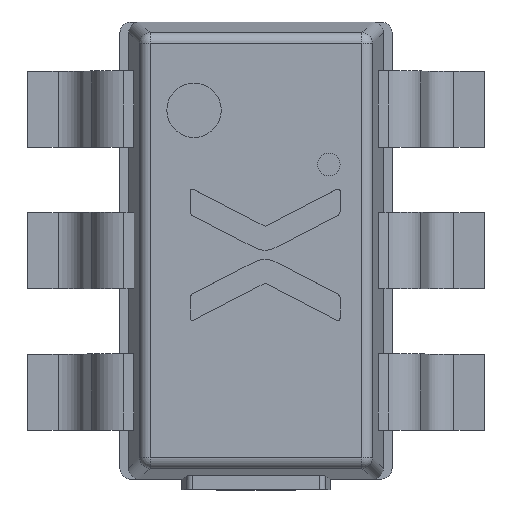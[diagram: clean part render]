
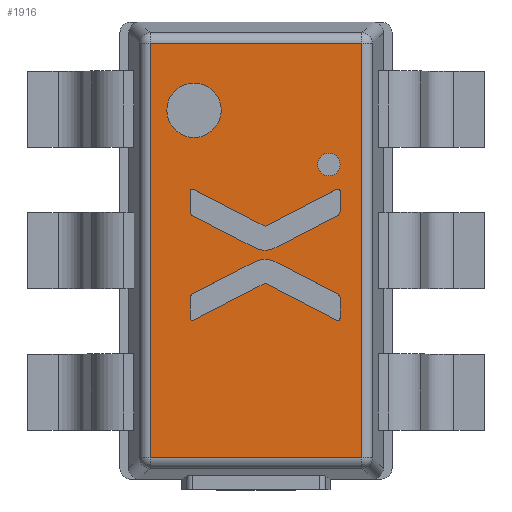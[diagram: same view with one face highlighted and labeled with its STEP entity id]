
A CAD part, top view. The second image highlights one B-rep face of the part: STEP entity #1916.
In plain terms, the highlighted face is planar.
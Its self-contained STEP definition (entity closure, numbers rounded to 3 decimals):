
#55=FACE_BOUND('',#319,.T.);
#56=FACE_BOUND('',#320,.T.);
#57=FACE_BOUND('',#321,.T.);
#58=FACE_BOUND('',#322,.T.);
#98=CIRCLE('',#2082,0.125);
#100=CIRCLE('',#2086,0.01);
#102=CIRCLE('',#2089,0.01);
#104=CIRCLE('',#2092,0.052);
#107=CIRCLE('',#2095,0.052);
#108=CIRCLE('',#2097,0.1);
#110=CIRCLE('',#2100,0.027);
#111=CIRCLE('',#2101,0.027);
#112=CIRCLE('',#2102,0.1);
#113=CIRCLE('',#2103,0.027);
#114=CIRCLE('',#2104,0.01);
#115=CIRCLE('',#2105,0.01);
#116=CIRCLE('',#2106,0.027);
#209=FACE_OUTER_BOUND('',#318,.T.);
#318=EDGE_LOOP('',(#1401,#1402,#1403,#1404));
#319=EDGE_LOOP('',(#1405));
#320=EDGE_LOOP('',(#1406,#1407,#1408,#1409,#1410,#1411,#1412,#1413,#1414,
#1415,#1416));
#321=EDGE_LOOP('',(#1417,#1418));
#322=EDGE_LOOP('',(#1419,#1420,#1421,#1422,#1423,#1424,#1425,#1426,#1427,
#1428,#1429));
#455=LINE('',#2994,#658);
#456=LINE('',#2996,#659);
#457=LINE('',#2998,#660);
#458=LINE('',#2999,#661);
#459=LINE('',#3003,#662);
#460=LINE('',#3005,#663);
#461=LINE('',#3006,#664);
#462=LINE('',#3008,#665);
#463=LINE('',#3012,#666);
#464=LINE('',#3015,#667);
#465=LINE('',#3017,#668);
#466=LINE('',#3021,#669);
#467=LINE('',#3025,#670);
#468=LINE('',#3027,#671);
#469=LINE('',#3031,#672);
#470=LINE('',#3034,#673);
#658=VECTOR('',#2409,1000.);
#659=VECTOR('',#2410,1000.);
#660=VECTOR('',#2411,1000.);
#661=VECTOR('',#2412,1000.);
#662=VECTOR('',#2415,1000.);
#663=VECTOR('',#2416,1000.);
#664=VECTOR('',#2417,1000.);
#665=VECTOR('',#2418,1000.);
#666=VECTOR('',#2421,1000.);
#667=VECTOR('',#2424,1000.);
#668=VECTOR('',#2425,1000.);
#669=VECTOR('',#2428,1000.);
#670=VECTOR('',#2431,1000.);
#671=VECTOR('',#2432,1000.);
#672=VECTOR('',#2435,1000.);
#673=VECTOR('',#2438,1000.);
#851=VERTEX_POINT('',#2948);
#853=VERTEX_POINT('',#2955);
#854=VERTEX_POINT('',#2956);
#857=VERTEX_POINT('',#2964);
#858=VERTEX_POINT('',#2965);
#861=VERTEX_POINT('',#2973);
#862=VERTEX_POINT('',#2974);
#865=VERTEX_POINT('',#2983);
#866=VERTEX_POINT('',#2984);
#869=VERTEX_POINT('',#2992);
#870=VERTEX_POINT('',#2993);
#871=VERTEX_POINT('',#2995);
#872=VERTEX_POINT('',#2997);
#873=VERTEX_POINT('',#3000);
#874=VERTEX_POINT('',#3001);
#875=VERTEX_POINT('',#3004);
#876=VERTEX_POINT('',#3007);
#877=VERTEX_POINT('',#3009);
#878=VERTEX_POINT('',#3011);
#879=VERTEX_POINT('',#3013);
#880=VERTEX_POINT('',#3016);
#881=VERTEX_POINT('',#3018);
#882=VERTEX_POINT('',#3020);
#883=VERTEX_POINT('',#3022);
#884=VERTEX_POINT('',#3024);
#885=VERTEX_POINT('',#3026);
#886=VERTEX_POINT('',#3028);
#887=VERTEX_POINT('',#3030);
#888=VERTEX_POINT('',#3032);
#1049=EDGE_CURVE('',#851,#851,#98,.T.);
#1052=EDGE_CURVE('',#853,#854,#100,.T.);
#1056=EDGE_CURVE('',#857,#858,#102,.T.);
#1060=EDGE_CURVE('',#861,#862,#104,.T.);
#1064=EDGE_CURVE('',#862,#861,#107,.T.);
#1065=EDGE_CURVE('',#865,#866,#108,.T.);
#1069=EDGE_CURVE('',#869,#870,#455,.T.);
#1070=EDGE_CURVE('',#870,#871,#456,.T.);
#1071=EDGE_CURVE('',#871,#872,#457,.T.);
#1072=EDGE_CURVE('',#872,#869,#458,.T.);
#1073=EDGE_CURVE('',#873,#874,#110,.T.);
#1074=EDGE_CURVE('',#854,#873,#459,.T.);
#1075=EDGE_CURVE('',#875,#853,#460,.T.);
#1076=EDGE_CURVE('',#858,#875,#461,.T.);
#1077=EDGE_CURVE('',#876,#857,#462,.T.);
#1078=EDGE_CURVE('',#877,#876,#111,.T.);
#1079=EDGE_CURVE('',#878,#877,#463,.T.);
#1080=EDGE_CURVE('',#879,#878,#112,.T.);
#1081=EDGE_CURVE('',#874,#879,#464,.T.);
#1082=EDGE_CURVE('',#880,#865,#465,.T.);
#1083=EDGE_CURVE('',#881,#880,#113,.T.);
#1084=EDGE_CURVE('',#882,#881,#466,.T.);
#1085=EDGE_CURVE('',#883,#882,#114,.T.);
#1086=EDGE_CURVE('',#884,#883,#467,.T.);
#1087=EDGE_CURVE('',#885,#884,#468,.T.);
#1088=EDGE_CURVE('',#886,#885,#115,.T.);
#1089=EDGE_CURVE('',#887,#886,#469,.T.);
#1090=EDGE_CURVE('',#888,#887,#116,.T.);
#1091=EDGE_CURVE('',#866,#888,#470,.T.);
#1401=ORIENTED_EDGE('',*,*,#1069,.T.);
#1402=ORIENTED_EDGE('',*,*,#1070,.T.);
#1403=ORIENTED_EDGE('',*,*,#1071,.T.);
#1404=ORIENTED_EDGE('',*,*,#1072,.T.);
#1405=ORIENTED_EDGE('',*,*,#1049,.T.);
#1406=ORIENTED_EDGE('',*,*,#1073,.F.);
#1407=ORIENTED_EDGE('',*,*,#1074,.F.);
#1408=ORIENTED_EDGE('',*,*,#1052,.F.);
#1409=ORIENTED_EDGE('',*,*,#1075,.F.);
#1410=ORIENTED_EDGE('',*,*,#1076,.F.);
#1411=ORIENTED_EDGE('',*,*,#1056,.F.);
#1412=ORIENTED_EDGE('',*,*,#1077,.F.);
#1413=ORIENTED_EDGE('',*,*,#1078,.F.);
#1414=ORIENTED_EDGE('',*,*,#1079,.F.);
#1415=ORIENTED_EDGE('',*,*,#1080,.F.);
#1416=ORIENTED_EDGE('',*,*,#1081,.F.);
#1417=ORIENTED_EDGE('',*,*,#1060,.F.);
#1418=ORIENTED_EDGE('',*,*,#1064,.F.);
#1419=ORIENTED_EDGE('',*,*,#1065,.F.);
#1420=ORIENTED_EDGE('',*,*,#1082,.F.);
#1421=ORIENTED_EDGE('',*,*,#1083,.F.);
#1422=ORIENTED_EDGE('',*,*,#1084,.F.);
#1423=ORIENTED_EDGE('',*,*,#1085,.F.);
#1424=ORIENTED_EDGE('',*,*,#1086,.F.);
#1425=ORIENTED_EDGE('',*,*,#1087,.F.);
#1426=ORIENTED_EDGE('',*,*,#1088,.F.);
#1427=ORIENTED_EDGE('',*,*,#1089,.F.);
#1428=ORIENTED_EDGE('',*,*,#1090,.F.);
#1429=ORIENTED_EDGE('',*,*,#1091,.F.);
#1831=PLANE('',#2099);
#1916=ADVANCED_FACE('',(#209,#55,#56,#57,#58),#1831,.F.);
#2082=AXIS2_PLACEMENT_3D('',#2949,#2365,#2366);
#2086=AXIS2_PLACEMENT_3D('',#2957,#2374,#2375);
#2089=AXIS2_PLACEMENT_3D('',#2966,#2382,#2383);
#2092=AXIS2_PLACEMENT_3D('',#2975,#2390,#2391);
#2095=AXIS2_PLACEMENT_3D('',#2981,#2397,#2398);
#2097=AXIS2_PLACEMENT_3D('',#2985,#2401,#2402);
#2099=AXIS2_PLACEMENT_3D('',#2991,#2407,#2408);
#2100=AXIS2_PLACEMENT_3D('',#3002,#2413,#2414);
#2101=AXIS2_PLACEMENT_3D('',#3010,#2419,#2420);
#2102=AXIS2_PLACEMENT_3D('',#3014,#2422,#2423);
#2103=AXIS2_PLACEMENT_3D('',#3019,#2426,#2427);
#2104=AXIS2_PLACEMENT_3D('',#3023,#2429,#2430);
#2105=AXIS2_PLACEMENT_3D('',#3029,#2433,#2434);
#2106=AXIS2_PLACEMENT_3D('',#3033,#2436,#2437);
#2365=DIRECTION('center_axis',(0.,-1.,0.));
#2366=DIRECTION('ref_axis',(0.,0.,1.));
#2374=DIRECTION('center_axis',(0.,1.,0.));
#2375=DIRECTION('ref_axis',(0.,0.,-1.));
#2382=DIRECTION('center_axis',(0.,1.,0.));
#2383=DIRECTION('ref_axis',(0.,0.,-1.));
#2390=DIRECTION('center_axis',(0.,1.,0.));
#2391=DIRECTION('ref_axis',(0.,0.,-1.));
#2397=DIRECTION('center_axis',(0.,1.,0.));
#2398=DIRECTION('ref_axis',(0.,0.,-1.));
#2401=DIRECTION('center_axis',(0.,1.,0.));
#2402=DIRECTION('ref_axis',(0.,0.,-1.));
#2407=DIRECTION('center_axis',(0.,-1.,0.));
#2408=DIRECTION('ref_axis',(0.,0.,-1.));
#2409=DIRECTION('',(0.,0.,1.));
#2410=DIRECTION('',(1.,0.,0.));
#2411=DIRECTION('',(0.,0.,-1.));
#2412=DIRECTION('',(-1.,0.,0.));
#2413=DIRECTION('center_axis',(0.,1.,0.));
#2414=DIRECTION('ref_axis',(0.,0.,-1.));
#2415=DIRECTION('',(1.,0.,0.));
#2416=DIRECTION('',(-0.456,0.,0.89));
#2417=DIRECTION('',(0.456,0.,0.89));
#2418=DIRECTION('',(-1.,0.,0.));
#2419=DIRECTION('center_axis',(0.,1.,0.));
#2420=DIRECTION('ref_axis',(0.,0.,-1.));
#2421=DIRECTION('',(-0.456,0.,-0.89));
#2422=DIRECTION('center_axis',(0.,1.,0.));
#2423=DIRECTION('ref_axis',(0.,0.,-1.));
#2424=DIRECTION('',(0.456,0.,-0.89));
#2425=DIRECTION('',(-0.456,0.,0.89));
#2426=DIRECTION('center_axis',(0.,1.,0.));
#2427=DIRECTION('ref_axis',(0.,0.,-1.));
#2428=DIRECTION('',(-1.,0.,0.));
#2429=DIRECTION('center_axis',(0.,1.,0.));
#2430=DIRECTION('ref_axis',(0.,0.,-1.));
#2431=DIRECTION('',(0.456,0.,-0.89));
#2432=DIRECTION('',(-0.456,0.,-0.89));
#2433=DIRECTION('center_axis',(0.,1.,0.));
#2434=DIRECTION('ref_axis',(0.,0.,-1.));
#2435=DIRECTION('',(1.,0.,0.));
#2436=DIRECTION('center_axis',(0.,1.,0.));
#2437=DIRECTION('ref_axis',(0.,0.,-1.));
#2438=DIRECTION('',(0.456,0.,0.89));
#2948=CARTESIAN_POINT('',(1.694,0.32,-0.995));
#2949=CARTESIAN_POINT('Origin',(1.694,0.32,-0.87));
#2955=CARTESIAN_POINT('',(0.73,0.32,-0.213));
#2956=CARTESIAN_POINT('',(0.738,0.32,-0.199));
#2957=CARTESIAN_POINT('Origin',(0.738,0.32,-0.208));
#2964=CARTESIAN_POINT('',(0.738,0.32,-0.888));
#2965=CARTESIAN_POINT('',(0.73,0.32,-0.874));
#2966=CARTESIAN_POINT('Origin',(0.738,0.32,-0.878));
#2973=CARTESIAN_POINT('',(1.393,0.32,-0.25));
#2974=CARTESIAN_POINT('',(1.496,0.32,-0.25));
#2975=CARTESIAN_POINT('Origin',(1.445,0.32,-0.25));
#2981=CARTESIAN_POINT('Origin',(1.445,0.32,-0.25));
#2983=CARTESIAN_POINT('',(1.062,0.32,-0.589));
#2984=CARTESIAN_POINT('',(1.062,0.32,-0.498));
#2985=CARTESIAN_POINT('Origin',(1.151,0.32,-0.543));
#2991=CARTESIAN_POINT('Origin',(0.,0.32,0.));
#2992=CARTESIAN_POINT('',(0.098,0.32,-1.072));
#2993=CARTESIAN_POINT('',(0.098,0.32,-0.098));
#2994=CARTESIAN_POINT('',(0.098,0.32,0.));
#2995=CARTESIAN_POINT('',(2.002,0.32,-0.098));
#2996=CARTESIAN_POINT('',(0.,0.32,-0.098));
#2997=CARTESIAN_POINT('',(2.002,0.32,-1.072));
#2998=CARTESIAN_POINT('',(2.002,0.32,0.));
#2999=CARTESIAN_POINT('',(0.,0.32,-1.072));
#3000=CARTESIAN_POINT('',(0.828,0.32,-0.199));
#3001=CARTESIAN_POINT('',(0.852,0.32,-0.213));
#3002=CARTESIAN_POINT('Origin',(0.828,0.32,-0.226));
#3003=CARTESIAN_POINT('',(0.,0.32,-0.199));
#3004=CARTESIAN_POINT('',(0.899,0.32,-0.543));
#3005=CARTESIAN_POINT('',(0.491,0.32,0.252));
#3006=CARTESIAN_POINT('',(0.933,0.32,-0.478));
#3007=CARTESIAN_POINT('',(0.828,0.32,-0.888));
#3008=CARTESIAN_POINT('',(0.,0.32,-0.888));
#3009=CARTESIAN_POINT('',(0.852,0.32,-0.873));
#3010=CARTESIAN_POINT('Origin',(0.828,0.32,-0.861));
#3011=CARTESIAN_POINT('',(0.998,0.32,-0.589));
#3012=CARTESIAN_POINT('',(1.03,0.32,-0.528));
#3013=CARTESIAN_POINT('',(0.998,0.32,-0.498));
#3014=CARTESIAN_POINT('Origin',(0.909,0.32,-0.543));
#3015=CARTESIAN_POINT('',(0.588,0.32,0.302));
#3016=CARTESIAN_POINT('',(1.207,0.32,-0.873));
#3017=CARTESIAN_POINT('',(0.601,0.32,0.308));
#3018=CARTESIAN_POINT('',(1.232,0.32,-0.888));
#3019=CARTESIAN_POINT('Origin',(1.232,0.32,-0.861));
#3020=CARTESIAN_POINT('',(1.322,0.32,-0.888));
#3021=CARTESIAN_POINT('',(0.,0.32,-0.888));
#3022=CARTESIAN_POINT('',(1.33,0.32,-0.874));
#3023=CARTESIAN_POINT('Origin',(1.322,0.32,-0.878));
#3024=CARTESIAN_POINT('',(1.161,0.32,-0.543));
#3025=CARTESIAN_POINT('',(0.699,0.32,0.358));
#3026=CARTESIAN_POINT('',(1.33,0.32,-0.213));
#3027=CARTESIAN_POINT('',(1.14,0.32,-0.584));
#3028=CARTESIAN_POINT('',(1.322,0.32,-0.199));
#3029=CARTESIAN_POINT('Origin',(1.322,0.32,-0.208));
#3030=CARTESIAN_POINT('',(1.232,0.32,-0.199));
#3031=CARTESIAN_POINT('',(0.,0.32,-0.199));
#3032=CARTESIAN_POINT('',(1.207,0.32,-0.213));
#3033=CARTESIAN_POINT('Origin',(1.232,0.32,-0.226));
#3034=CARTESIAN_POINT('',(1.043,0.32,-0.535));
